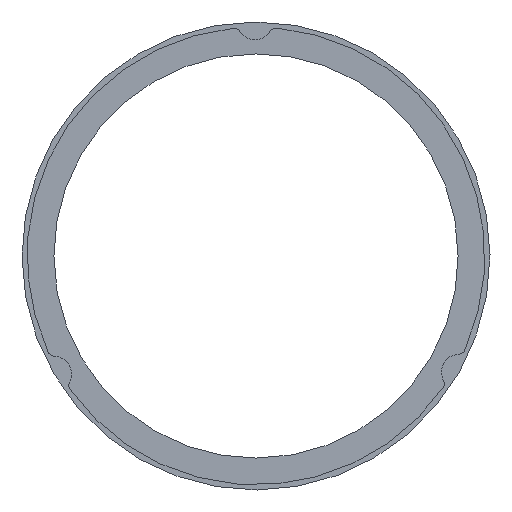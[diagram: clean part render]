
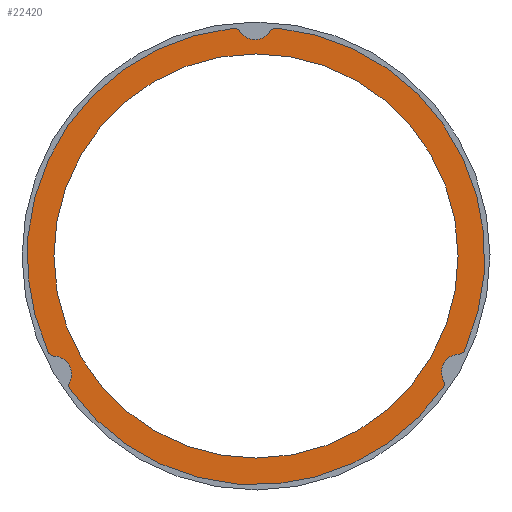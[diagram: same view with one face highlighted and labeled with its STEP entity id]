
A CAD part, front view. The second image highlights one B-rep face of the part: STEP entity #22420.
In plain terms, the highlighted planar face has unit normal (0, -1, 0).
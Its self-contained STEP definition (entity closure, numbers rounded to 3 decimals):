
#20820=CARTESIAN_POINT('',(-47.528,-15.5,
66.795));
#20830=VERTEX_POINT('',#20820);
#20860=CARTESIAN_POINT('',(0.,-15.5,0.));
#20870=DIRECTION('',(0.,-1.,0.));
#20880=DIRECTION('',(-0.58,0.,0.815));
#20890=AXIS2_PLACEMENT_3D('',#20860,#20870,#20880);
#20900=CIRCLE('',#20890,81.979);
#20910=CARTESIAN_POINT('',(-47.528,-15.5,
-66.795));
#20920=VERTEX_POINT('',#20910);
#20930=EDGE_CURVE('',#20830,#20920,#20900,.T.);
#21160=CARTESIAN_POINT('',(-44.871,-15.5,
66.973));
#21170=VERTEX_POINT('',#21160);
#21200=CARTESIAN_POINT('',(-46.055,-15.5,
64.726));
#21210=DIRECTION('',(0.,-1.,0.));
#21220=DIRECTION('',(0.466,0.,
0.885));
#21230=AXIS2_PLACEMENT_3D('',#21200,#21210,#21220);
#21240=CIRCLE('',#21230,2.54);
#21250=EDGE_CURVE('',#21170,#20830,#21240,.T.);
#21300=CARTESIAN_POINT('',(-72.39,-15.5,0.));
#21310=DIRECTION('',(0.,1.,0.));
#21320=DIRECTION('',(0.,0.,1.));
#21330=AXIS2_PLACEMENT_3D('',#21300,#21310,#21320);
#21340=PLANE('',#21330);
#21350=CARTESIAN_POINT('',(79.082,-15.5,
7.522));
#21360=DIRECTION('',(0.,-1.,0.));
#21370=DIRECTION('',(0.533,0.,-0.846));
#21380=AXIS2_PLACEMENT_3D('',#21350,#21360,#21370);
#21390=CIRCLE('',#21380,2.54);
#21400=CARTESIAN_POINT('',(80.435,-15.5,
5.373));
#21410=VERTEX_POINT('',#21400);
#21420=CARTESIAN_POINT('',(81.61,-15.5,
7.762));
#21430=VERTEX_POINT('',#21420);
#21440=EDGE_CURVE('',#21410,#21430,#21390,.T.);
#21450=ORIENTED_EDGE('',*,*,#21440,.T.);
#21460=CARTESIAN_POINT('',(83.82,-15.5,0.)
);
#21470=DIRECTION('',(0.,1.,0.));
#21480=DIRECTION('',(-0.533,0.,
-0.846));
#21490=AXIS2_PLACEMENT_3D('',#21460,#21470,#21480);
#21500=CIRCLE('',#21490,6.35);
#21510=CARTESIAN_POINT('',(80.435,-15.5,
-5.373));
#21520=VERTEX_POINT('',#21510);
#21530=EDGE_CURVE('',#21520,#21410,#21500,.T.);
#21540=ORIENTED_EDGE('',*,*,#21530,.T.);
#21550=CARTESIAN_POINT('',(79.082,-15.5,
-7.522));
#21560=DIRECTION('',(0.,-1.,0.));
#21570=DIRECTION('',(0.996,0.,
-0.095));
#21580=AXIS2_PLACEMENT_3D('',#21550,#21560,#21570);
#21590=CIRCLE('',#21580,2.54);
#21600=CARTESIAN_POINT('',(81.61,-15.5,
-7.762));
#21610=VERTEX_POINT('',#21600);
#21620=EDGE_CURVE('',#21610,#21520,#21590,.T.);
#21630=ORIENTED_EDGE('',*,*,#21620,.T.);
#21640=CARTESIAN_POINT('',(0.,-15.5,0.));
#21650=DIRECTION('',(0.,-1.,-0.));
#21660=DIRECTION('',(-0.416,0.,-0.909));
#21670=AXIS2_PLACEMENT_3D('',#21640,#21650,#21660);
#21680=CIRCLE('',#21670,81.979);
#21690=CARTESIAN_POINT('',(-34.083,-15.5,
-74.558));
#21700=VERTEX_POINT('',#21690);
#21710=EDGE_CURVE('',#21700,#21610,#21680,.T.);
#21720=ORIENTED_EDGE('',*,*,#21710,.T.);
#21730=CARTESIAN_POINT('',(-33.027,-15.5,
-72.248));
#21740=DIRECTION('',(0.,-1.,0.));
#21750=DIRECTION('',(-0.999,0.,
-0.039));
#21760=AXIS2_PLACEMENT_3D('',#21730,#21740,#21750);
#21770=CIRCLE('',#21760,2.54);
#21780=CARTESIAN_POINT('',(-35.565,-15.5,
-72.346));
#21790=VERTEX_POINT('',#21780);
#21800=EDGE_CURVE('',#21790,#21700,#21770,.T.);
#21810=ORIENTED_EDGE('',*,*,#21800,.T.);
#21820=CARTESIAN_POINT('',(-41.91,-15.5,
-72.59));
#21830=DIRECTION('',(0.,1.,0.));
#21840=DIRECTION('',(-0.466,0.,0.885));
#21850=AXIS2_PLACEMENT_3D('',#21820,#21830,#21840);
#21860=CIRCLE('',#21850,6.35);
#21870=CARTESIAN_POINT('',(-44.871,-15.5,
-66.973));
#21880=VERTEX_POINT('',#21870);
#21890=EDGE_CURVE('',#21880,#21790,#21860,.T.);
#21900=ORIENTED_EDGE('',*,*,#21890,.T.);
#21910=CARTESIAN_POINT('',(-46.055,-15.5,
-64.726));
#21920=DIRECTION('',(0.,-1.,0.));
#21930=DIRECTION('',(-0.58,0.,
-0.815));
#21940=AXIS2_PLACEMENT_3D('',#21910,#21920,#21930);
#21950=CIRCLE('',#21940,2.54);
#21960=EDGE_CURVE('',#20920,#21880,#21950,.T.);
#21970=ORIENTED_EDGE('',*,*,#21960,.T.);
#21980=ORIENTED_EDGE('',*,*,#20930,.T.);
#21990=ORIENTED_EDGE('',*,*,#21250,.T.);
#22000=CARTESIAN_POINT('',(-41.91,-15.5,
72.59));
#22010=DIRECTION('',(0.,1.,0.));
#22020=DIRECTION('',(0.999,0.,
-0.039));
#22030=AXIS2_PLACEMENT_3D('',#22000,#22010,#22020);
#22040=CIRCLE('',#22030,6.35);
#22050=CARTESIAN_POINT('',(-35.565,-15.5,
72.346));
#22060=VERTEX_POINT('',#22050);
#22070=EDGE_CURVE('',#22060,#21170,#22040,.T.);
#22080=ORIENTED_EDGE('',*,*,#22070,.T.);
#22090=CARTESIAN_POINT('',(-33.027,-15.5,
72.248));
#22100=DIRECTION('',(0.,-1.,0.));
#22110=DIRECTION('',(-0.416,0.,0.909));
#22120=AXIS2_PLACEMENT_3D('',#22090,#22100,#22110);
#22130=CIRCLE('',#22120,2.54);
#22140=CARTESIAN_POINT('',(-34.083,-15.5,
74.558));
#22150=VERTEX_POINT('',#22140);
#22160=EDGE_CURVE('',#22150,#22060,#22130,.T.);
#22170=ORIENTED_EDGE('',*,*,#22160,.T.);
#22180=CARTESIAN_POINT('',(0.,-15.5,0.));
#22190=DIRECTION('',(0.,-1.,0.));
#22200=DIRECTION('',(0.996,0.,0.095));
#22210=AXIS2_PLACEMENT_3D('',#22180,#22190,#22200);
#22220=CIRCLE('',#22210,81.979);
#22230=EDGE_CURVE('',#21430,#22150,#22220,.T.);
#22240=ORIENTED_EDGE('',*,*,#22230,.T.);
#22250=EDGE_LOOP('',(#22240,#22170,#22080,#21990,#21980,#21970,#21900,
#21810,#21720,#21630,#21540,#21450));
#22260=FACE_OUTER_BOUND('',#22250,.T.);
#22270=CARTESIAN_POINT('',(0.,-15.5,0.));
#22280=DIRECTION('',(0.,1.,0.));
#22290=DIRECTION('',(0.,0.,-1.));
#22300=AXIS2_PLACEMENT_3D('',#22270,#22280,#22290);
#22310=CIRCLE('',#22300,72.39);
#22320=CARTESIAN_POINT('',(0.,-15.5,-72.39));
#22330=VERTEX_POINT('',#22320);
#22340=CARTESIAN_POINT('',(0.,-15.5,72.39)
);
#22350=VERTEX_POINT('',#22340);
#22360=EDGE_CURVE('',#22330,#22350,#22310,.T.);
#22370=ORIENTED_EDGE('',*,*,#22360,.T.);
#22380=EDGE_CURVE('',#22350,#22330,#22310,.T.);
#22390=ORIENTED_EDGE('',*,*,#22380,.T.);
#22400=EDGE_LOOP('',(#22390,#22370));
#22410=FACE_BOUND('',#22400,.T.);
#22420=ADVANCED_FACE('',(#22260,#22410),#21340,.F.);
